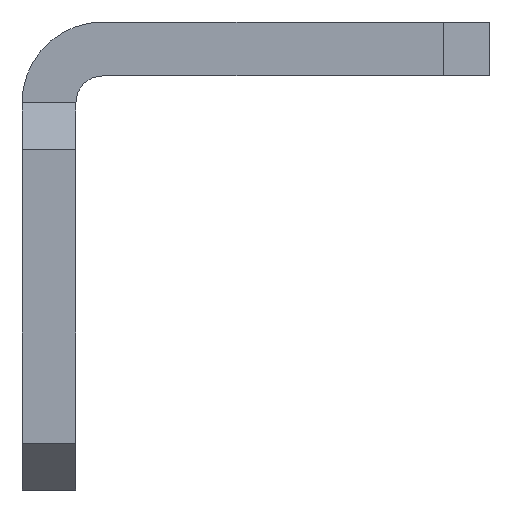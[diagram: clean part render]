
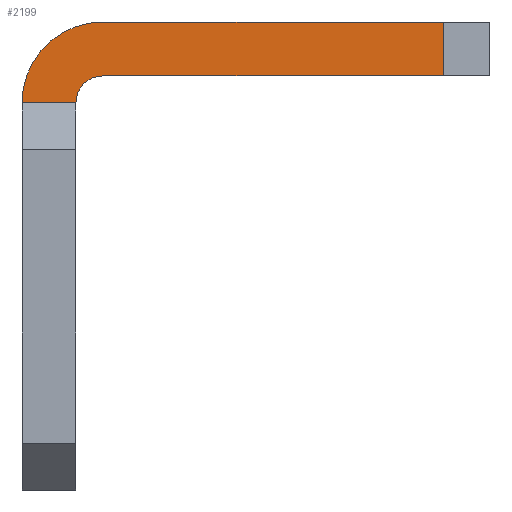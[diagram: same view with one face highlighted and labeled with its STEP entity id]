
A CAD part, left-side view. The second image highlights one B-rep face of the part: STEP entity #2199.
In plain terms, the highlighted planar face has unit normal (-1, 0, 0).
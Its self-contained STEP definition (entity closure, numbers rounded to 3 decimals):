
#65=PLANE('',#2400);
#158=LINE('',#3282,#380);
#166=LINE('',#3303,#388);
#277=LINE('',#3625,#499);
#284=LINE('',#3636,#506);
#380=VECTOR('',#2655,1000.);
#388=VECTOR('',#2669,1000.);
#499=VECTOR('',#2960,1000.);
#506=VECTOR('',#2975,1000.);
#1042=ORIENTED_EDGE('',*,*,#1276,.T.);
#1043=ORIENTED_EDGE('',*,*,#1444,.T.);
#1044=ORIENTED_EDGE('',*,*,#1266,.F.);
#1045=ORIENTED_EDGE('',*,*,#1445,.T.);
#1046=ORIENTED_EDGE('',*,*,#1437,.F.);
#1047=ORIENTED_EDGE('',*,*,#1446,.F.);
#1266=EDGE_CURVE('',#1544,#1545,#158,.T.);
#1276=EDGE_CURVE('',#1555,#1554,#166,.T.);
#1437=EDGE_CURVE('',#1664,#1643,#277,.T.);
#1444=EDGE_CURVE('',#1554,#1545,#284,.T.);
#1445=EDGE_CURVE('',#1544,#1643,#1764,.T.);
#1446=EDGE_CURVE('',#1555,#1664,#1765,.F.);
#1544=VERTEX_POINT('',#3281);
#1545=VERTEX_POINT('',#3283);
#1554=VERTEX_POINT('',#3302);
#1555=VERTEX_POINT('',#3304);
#1643=VERTEX_POINT('',#3553);
#1664=VERTEX_POINT('',#3596);
#1764=CIRCLE('',#2401,2.743);
#1765=CIRCLE('',#2402,0.914);
#1893=EDGE_LOOP('',(#1042,#1043,#1044,#1045,#1046,#1047));
#2045=FACE_BOUND('',#1893,.T.);
#2199=ADVANCED_FACE('',(#2045),#65,.F.);
#2400=AXIS2_PLACEMENT_3D('',#3635,#2973,#2974);
#2401=AXIS2_PLACEMENT_3D('',#3637,#2976,#2977);
#2402=AXIS2_PLACEMENT_3D('',#3638,#2978,#2979);
#2655=DIRECTION('',(0.,-1.,0.));
#2669=DIRECTION('',(0.,-1.,0.));
#2960=DIRECTION('',(0.,1.,0.));
#2973=DIRECTION('',(1.,0.,0.));
#2974=DIRECTION('',(0.,0.,-1.));
#2975=DIRECTION('',(0.,0.,1.));
#2976=DIRECTION('',(-1.,0.,0.));
#2977=DIRECTION('',(0.,-1.,0.));
#2978=DIRECTION('',(1.,0.,0.));
#2979=DIRECTION('',(0.,0.,-1.));
#3281=CARTESIAN_POINT('',(-222.25,-2.743,8.852));
#3282=CARTESIAN_POINT('',(-222.25,-1.587,8.852));
#3283=CARTESIAN_POINT('',(-222.25,-14.288,8.852));
#3302=CARTESIAN_POINT('',(-222.25,-14.288,7.023));
#3303=CARTESIAN_POINT('',(-222.25,-1.587,7.023));
#3304=CARTESIAN_POINT('',(-222.25,-2.743,7.023));
#3553=CARTESIAN_POINT('',(-222.25,0.,6.109));
#3596=CARTESIAN_POINT('',(-222.25,-1.829,6.109));
#3625=CARTESIAN_POINT('',(-222.25,0.,6.109));
#3635=CARTESIAN_POINT('',(-222.25,-1.587,8.852));
#3636=CARTESIAN_POINT('',(-222.25,-14.288,8.852));
#3637=CARTESIAN_POINT('',(-222.25,-2.743,6.109));
#3638=CARTESIAN_POINT('',(-222.25,-2.743,6.109));
